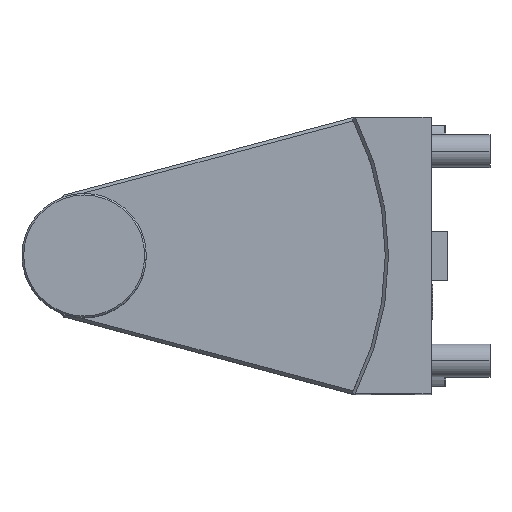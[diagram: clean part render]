
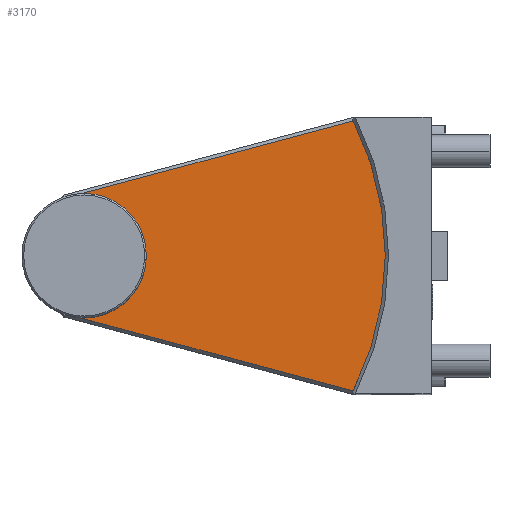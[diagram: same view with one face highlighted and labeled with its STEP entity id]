
A CAD part, top view. The second image highlights one B-rep face of the part: STEP entity #3170.
In plain terms, the highlighted planar face has unit normal (0, 0, 1).
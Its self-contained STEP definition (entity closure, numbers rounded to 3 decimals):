
#857=DIRECTION('',(0.966,0.259,0.));
#858=VECTOR('',#857,91.264);
#859=CARTESIAN_POINT('',(-111.933,17.653,7.));
#860=LINE('',#859,#858);
#861=CARTESIAN_POINT('',(-106.,0.,7.));
#862=DIRECTION('',(0.,0.,1.));
#863=DIRECTION('',(0.894,-0.449,0.));
#864=AXIS2_PLACEMENT_3D('',#861,#862,#863);
#866=DIRECTION('',(-0.966,0.259,0.));
#867=VECTOR('',#866,91.264);
#868=CARTESIAN_POINT('',(-23.778,-41.274,7.));
#869=LINE('',#868,#867);
#870=DIRECTION('',(-0.707,0.707,0.));
#871=VECTOR('',#870,12.823);
#872=CARTESIAN_POINT('',(-111.933,-17.653,7.));
#873=LINE('',#872,#871);
#874=DIRECTION('',(0.,1.,0.));
#875=VECTOR('',#874,17.172);
#876=CARTESIAN_POINT('',(-121.,-8.586,7.));
#877=LINE('',#876,#875);
#878=DIRECTION('',(0.707,0.707,0.));
#879=VECTOR('',#878,12.823);
#880=CARTESIAN_POINT('',(-121.,8.586,7.));
#881=LINE('',#880,#879);
#882=CARTESIAN_POINT('',(-106.,0.,7.));
#883=DIRECTION('',(0.,0.,1.));
#884=DIRECTION('',(0.,1.,0.));
#885=AXIS2_PLACEMENT_3D('',#882,#883,#884);
#887=CARTESIAN_POINT('',(-106.,0.,7.));
#888=DIRECTION('',(0.,0.,1.));
#889=DIRECTION('',(0.,-1.,0.));
#890=AXIS2_PLACEMENT_3D('',#887,#888,#889);
#1670=CARTESIAN_POINT('',(-111.933,17.653,7.));
#1671=CARTESIAN_POINT('',(-23.778,41.274,7.));
#1672=VERTEX_POINT('',#1670);
#1673=VERTEX_POINT('',#1671);
#1680=CARTESIAN_POINT('',(-121.,8.586,7.));
#1681=VERTEX_POINT('',#1680);
#1684=CARTESIAN_POINT('',(-121.,-8.586,7.));
#1685=VERTEX_POINT('',#1684);
#1686=CARTESIAN_POINT('',(-111.933,-17.653,7.));
#1687=VERTEX_POINT('',#1686);
#1692=CARTESIAN_POINT('',(-23.778,-41.274,7.));
#1693=VERTEX_POINT('',#1692);
#1908=CARTESIAN_POINT('',(-106.,9.45,7.));
#1909=CARTESIAN_POINT('',(-106.,-9.45,7.));
#1910=VERTEX_POINT('',#1908);
#1911=VERTEX_POINT('',#1909);
#3147=CARTESIAN_POINT('',(0.,0.,7.));
#3148=DIRECTION('',(0.,0.,1.));
#3149=DIRECTION('',(0.,1.,0.));
#3150=AXIS2_PLACEMENT_3D('',#3147,#3148,#3149);
#3151=PLANE('',#3150);
#3153=ORIENTED_EDGE('',*,*,#3152,.T.);
#3154=ORIENTED_EDGE('',*,*,#2337,.F.);
#3156=ORIENTED_EDGE('',*,*,#3155,.T.);
#3157=ORIENTED_EDGE('',*,*,#3137,.T.);
#3159=ORIENTED_EDGE('',*,*,#3158,.T.);
#3161=ORIENTED_EDGE('',*,*,#3160,.T.);
#3162=EDGE_LOOP('',(#3153,#3154,#3156,#3157,#3159,#3161));
#3163=FACE_OUTER_BOUND('',#3162,.F.);
#3165=ORIENTED_EDGE('',*,*,#3164,.T.);
#3167=ORIENTED_EDGE('',*,*,#3166,.T.);
#3168=EDGE_LOOP('',(#3165,#3167));
#3169=FACE_BOUND('',#3168,.F.);
#3170=ADVANCED_FACE('',(#3163,#3169),#3151,.T.);
#865=CIRCLE('',#864,92.);
#886=CIRCLE('',#885,9.45);
#891=CIRCLE('',#890,9.45);
#2337=EDGE_CURVE('',#1693,#1673,#865,.T.);
#3137=EDGE_CURVE('',#1687,#1685,#873,.T.);
#3152=EDGE_CURVE('',#1672,#1673,#860,.T.);
#3155=EDGE_CURVE('',#1693,#1687,#869,.T.);
#3158=EDGE_CURVE('',#1685,#1681,#877,.T.);
#3160=EDGE_CURVE('',#1681,#1672,#881,.T.);
#3164=EDGE_CURVE('',#1910,#1911,#886,.T.);
#3166=EDGE_CURVE('',#1911,#1910,#891,.T.);
